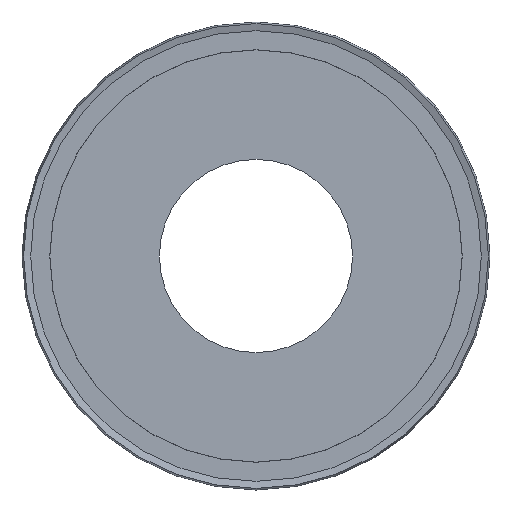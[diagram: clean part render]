
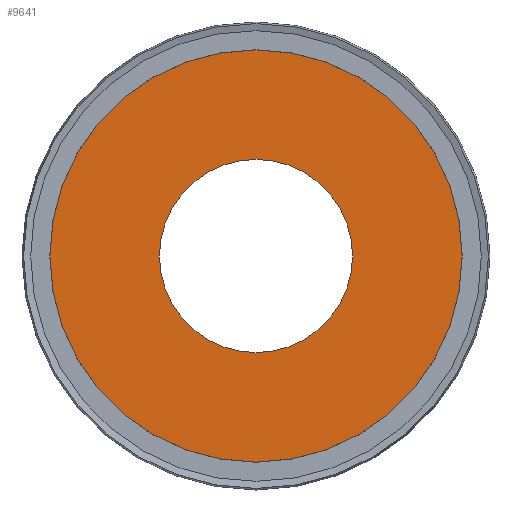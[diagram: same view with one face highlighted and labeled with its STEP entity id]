
A CAD part, left-side view. The second image highlights one B-rep face of the part: STEP entity #9641.
In plain terms, the highlighted planar face has unit normal (-1, 0, 0).
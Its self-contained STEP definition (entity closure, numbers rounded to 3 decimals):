
#1615=FACE_BOUND('',#2185,.T.);
#1638=FACE_OUTER_BOUND('',#2184,.T.);
#2184=EDGE_LOOP('',(#7030));
#2185=EDGE_LOOP('',(#7031));
#2734=CIRCLE('',#10224,39.7);
#3250=CIRCLE('',#10743,84.728);
#3796=VERTEX_POINT('',#15624);
#4312=VERTEX_POINT('',#16716);
#4872=EDGE_CURVE('',#3796,#3796,#2734,.T.);
#5393=EDGE_CURVE('',#4312,#4312,#3250,.T.);
#7030=ORIENTED_EDGE('',*,*,#5393,.T.);
#7031=ORIENTED_EDGE('',*,*,#4872,.T.);
#9617=PLANE('',#10742);
#9641=ADVANCED_FACE('',(#1638,#1615),#9617,.T.);
#10224=AXIS2_PLACEMENT_3D('',#15625,#11884,#11885);
#10742=AXIS2_PLACEMENT_3D('',#16715,#12921,#12922);
#10743=AXIS2_PLACEMENT_3D('',#16717,#12923,#12924);
#11884=DIRECTION('center_axis',(1.,0.,0.));
#11885=DIRECTION('ref_axis',(0.,-1.,0.));
#12921=DIRECTION('center_axis',(-1.,0.,0.));
#12922=DIRECTION('ref_axis',(0.,1.,0.));
#12923=DIRECTION('center_axis',(-1.,0.,0.));
#12924=DIRECTION('ref_axis',(0.,-1.,0.));
#15624=CARTESIAN_POINT('',(-19.05,95.034,-55.334));
#15625=CARTESIAN_POINT('Origin',(-19.05,55.334,-55.334));
#16715=CARTESIAN_POINT('Origin',(-19.05,55.334,-55.334));
#16716=CARTESIAN_POINT('',(-19.05,-29.394,-55.334));
#16717=CARTESIAN_POINT('Origin',(-19.05,55.334,-55.334));
